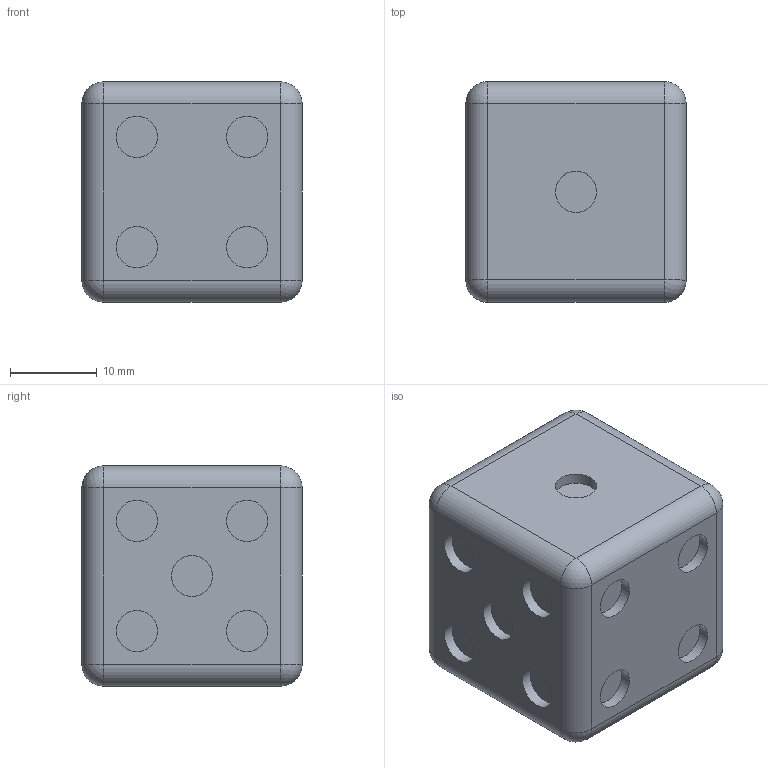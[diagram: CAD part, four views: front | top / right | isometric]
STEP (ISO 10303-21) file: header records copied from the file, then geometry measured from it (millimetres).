
FILE_DESCRIPTION(/* description */ (''),/* implementation_level */ '2;1');
FILE_NAME(/* name */ 'Gold ''n silver\Goldnsilver die.stp',/* time_stamp */ '2014-07-25T16:36:25-05:00',/* author */ ('quinn'),/* organization */ (''),/* preprocessor_version */ 'ST-DEVELOPER v15.2',/* originating_system */ 'Autodesk Inventor 2014',/* authorisation */ '');
FILE_SCHEMA (('AUTOMOTIVE_DESIGN { 1 0 10303 214 3 1 1 }'));
Length unit declared in the file: inch
Products named in the file (1): Goldnsilver die
Bounding box: 25.4 x 25.4 x 25.4 mm (x, y, z)
Volume: 15514.4 mm3; surface area: 3929.3 mm2
Topology: 1 solids, 1 shells, 68 faces, 115 edges, 74 vertices
Faces by surface type: cylinder 33, plane 27, sphere 8
Full cylindrical faces by diameter (mm): 4.75 x21
Entity records: 1589 total; most frequent: DIRECTION 298, CARTESIAN_POINT 237, ORIENTED_EDGE 180, AXIS2_PLACEMENT_3D 135, EDGE_LOOP 110, EDGE_CURVE 90, ADVANCED_FACE 68, CIRCLE 66
